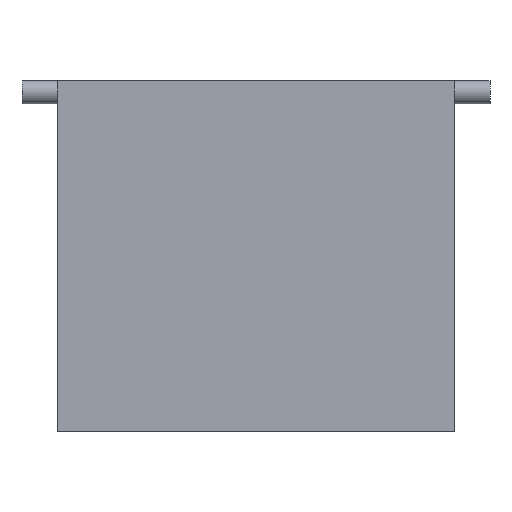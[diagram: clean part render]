
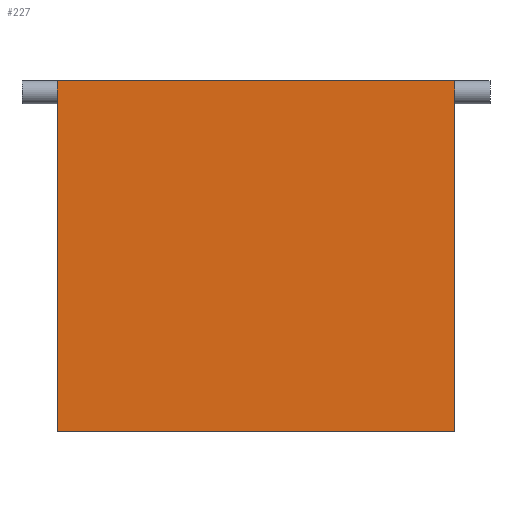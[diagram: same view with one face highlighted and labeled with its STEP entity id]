
A CAD part, top view. The second image highlights one B-rep face of the part: STEP entity #227.
In plain terms, the highlighted planar face has unit normal (0, 0, 1).
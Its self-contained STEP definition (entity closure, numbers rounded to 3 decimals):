
#25=PLANE('',#265);
#39=FACE_OUTER_BOUND('',#53,.T.);
#53=EDGE_LOOP('',(#201,#202,#203,#204,#205,#206));
#58=LINE('',#357,#78);
#62=LINE('',#364,#82);
#65=LINE('',#381,#85);
#68=LINE('',#388,#88);
#72=LINE('',#394,#92);
#74=LINE('',#397,#94);
#78=VECTOR('',#290,10.);
#82=VECTOR('',#296,10.);
#85=VECTOR('',#315,10.);
#88=VECTOR('',#322,10.);
#92=VECTOR('',#328,10.);
#94=VECTOR('',#332,10.);
#107=VERTEX_POINT('',#343);
#111=VERTEX_POINT('',#356);
#113=VERTEX_POINT('',#362);
#118=VERTEX_POINT('',#374);
#119=VERTEX_POINT('',#379);
#121=VERTEX_POINT('',#387);
#131=EDGE_CURVE('',#111,#107,#58,.T.);
#135=EDGE_CURVE('',#107,#113,#62,.T.);
#143=EDGE_CURVE('',#118,#119,#65,.T.);
#146=EDGE_CURVE('',#121,#118,#68,.T.);
#150=EDGE_CURVE('',#119,#111,#72,.T.);
#152=EDGE_CURVE('',#113,#121,#74,.T.);
#201=ORIENTED_EDGE('',*,*,#152,.T.);
#202=ORIENTED_EDGE('',*,*,#146,.T.);
#203=ORIENTED_EDGE('',*,*,#143,.T.);
#204=ORIENTED_EDGE('',*,*,#150,.T.);
#205=ORIENTED_EDGE('',*,*,#131,.T.);
#206=ORIENTED_EDGE('',*,*,#135,.T.);
#227=ADVANCED_FACE('',(#39),#25,.T.);
#265=AXIS2_PLACEMENT_3D('',#398,#333,#334);
#290=DIRECTION('',(0.,-1.,0.));
#296=DIRECTION('',(0.,-1.,0.));
#315=DIRECTION('',(0.,1.,0.));
#322=DIRECTION('',(0.,1.,0.));
#328=DIRECTION('',(-1.,0.,0.));
#332=DIRECTION('',(1.,0.,0.));
#333=DIRECTION('center_axis',(0.,0.,1.));
#334=DIRECTION('ref_axis',(1.,0.,0.));
#343=CARTESIAN_POINT('',(0.,-1.,2.));
#356=CARTESIAN_POINT('',(0.,0.,2.));
#357=CARTESIAN_POINT('',(0.,-30.,2.));
#362=CARTESIAN_POINT('',(0.,-30.,2.));
#364=CARTESIAN_POINT('',(0.,-30.,2.));
#374=CARTESIAN_POINT('',(34.,-1.,2.));
#379=CARTESIAN_POINT('',(34.,0.,2.));
#381=CARTESIAN_POINT('',(34.,0.,2.));
#387=CARTESIAN_POINT('',(34.,-30.,2.));
#388=CARTESIAN_POINT('',(34.,0.,2.));
#394=CARTESIAN_POINT('',(0.,0.,2.));
#397=CARTESIAN_POINT('',(34.,-30.,2.));
#398=CARTESIAN_POINT('Origin',(17.,-15.,2.));
